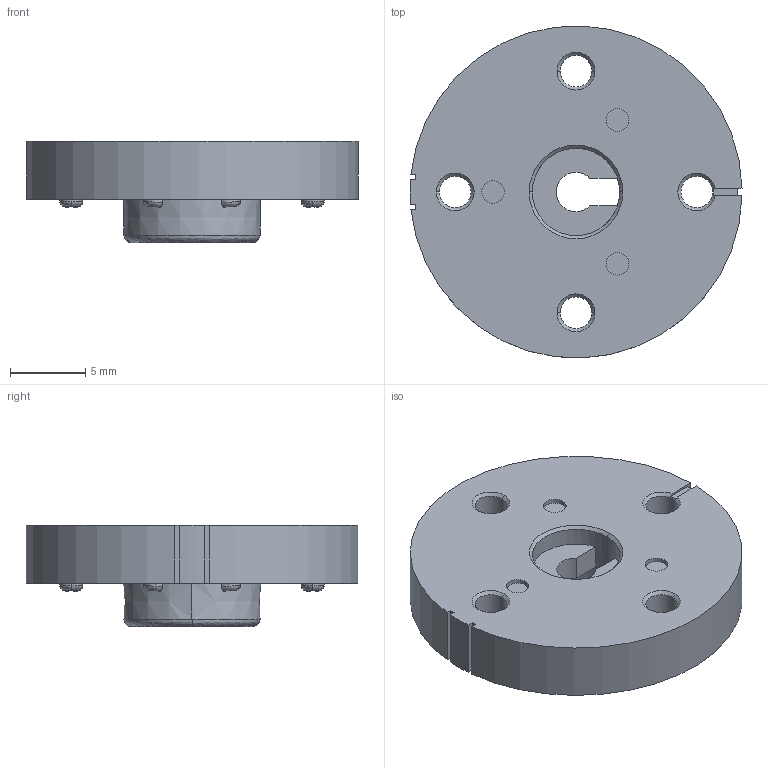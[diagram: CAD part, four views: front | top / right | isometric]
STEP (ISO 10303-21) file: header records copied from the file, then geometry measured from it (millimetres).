
FILE_DESCRIPTION (( 'STEP AP203' ), '1' );
FILE_NAME ('DC04_B01_HORN2_DUMMY_Défaut_sldprt.STEP', '2020-08-31T14:55:49', ( '' ), ( '' ), 'SwSTEP 2.0', 'SolidWorks 2020', '' );
FILE_SCHEMA (( 'CONFIG_CONTROL_DESIGN' ));
Length unit declared in the file: millimetre
Products named in the file (1): DC04_B01_HORN2_DUMMY_Défaut_sldprt
Bounding box: 21.99 x 21.98 x 6.7 mm (x, y, z)
Volume: 1188.4 mm3; surface area: 1495.2 mm2
Topology: 1 solids, 1 shells, 181 faces, 473 edges, 306 vertices
Faces by surface type: plane 100, cylinder 49, bspline 18, cone 14
Entity records: 7044 total; most frequent: CARTESIAN_POINT 2687, ORIENTED_EDGE 946, DIRECTION 819, EDGE_CURVE 473, VERTEX_POINT 306, LINE 283, VECTOR 283, AXIS2_PLACEMENT_3D 268
